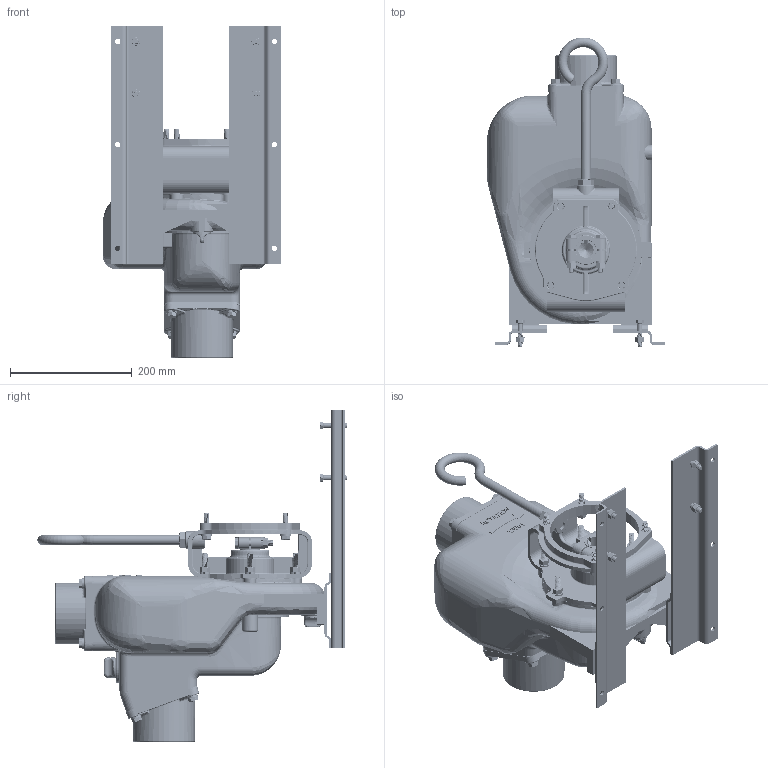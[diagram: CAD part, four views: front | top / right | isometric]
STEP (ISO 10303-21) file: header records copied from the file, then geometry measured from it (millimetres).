
FILE_DESCRIPTION((''),'2;1');
FILE_NAME('300PO-SS.stp','2013-08-13T13:28:45',('mclevenger'),(''),'Autodesk Inventor 2013','Autodesk Inventor 2013','');
FILE_SCHEMA(('AUTOMOTIVE_DESIGN { 1 0 10303 214 1 1 1 1 }'));
Length unit declared in the file: inch
Products named in the file (44): 300PO-SS; 300XPOSS; 300XPOSL; 18001SS; 18004SS; 18106SS; V20018; 18044; 18042; 18042X; 18014; 18015; 18016; V07019; V07018; 18010SS; 18008SS; 18012SS; 18218; V20019; 18026SS; 18021; 18033; 18034; 18023SS; 18023SSX; 18125SS; 18129; 18029A; 18029B; BF207; 12777; 13777; 13778V; UV15163V; 18035A; 18035A1; 18035A2; 18035B; 18035B1 ...
Assembly tree (97 placements, depth 5):
  300PO-SS
    300XPOSS
      300XPOSL
        18001SS
        18004SS
        18106SS  x2
        V20018  x14
        18044
        18042
          18042X
          18014
          18015
          18016
          V07019
          V07018
        18010SS  x8
        18008SS
        18012SS
        18218  x6
        V20019  x6
        18026SS
        18021
        18033
        18034
      18023SS
        18023SSX
      18125SS
      18129
        18029A
        18029B
        V20019  x2
        V20018  x2
        BF207  x2
      12777
      13777
      13778V
      UV15163V
      18021
    V20018  x4
    18035A
      18035A1
      18035A2
    18035B
      18035B1
      18035A2
    17034  x4
    18027  x4
    V10118  x4
    V10119  x4
Bounding box: 292.74 x 507.67 x 545.23 mm (x, y, z)
Volume: 5033008.5 mm3; surface area: 1551305.4 mm2
Topology: 90 solids, 91 shells, 7710 faces, 18089 edges, 10607 vertices
Faces by surface type: cylinder 2810, cone 2147, plane 1444, bspline 1015, torus 248, sphere 46
Full cylindrical faces by diameter (mm): 6.35 x3, 7.144 x3, 7.633 x204, 7.798 x16, 8.236 x30, 8.731 x10, 9.525 x28, 10.319 x34, 11.113 x10, 12.7 x2, 13.386 x1, 15.875 x1, 17.78 x1, 18.542 x6, 22.631 x1, 25.451 x1, 25.527 x1, 28.575 x1, 28.702 x1, 29.718 x1, 33.274 x1, 38.1 x2, 38.862 x2, 40.45 x1, 41.148 x1, 41.275 x1, 44.45 x1, 46.025 x1, 46.038 x1, 46.8 x1
Entity records: 177186 total; most frequent: CARTESIAN_POINT 86631, ORIENTED_EDGE 19696, DIRECTION 15974, EDGE_CURVE 9848, VERTEX_POINT 6184, AXIS2_PLACEMENT_3D 5957, EDGE_LOOP 4705, FACE_OUTER_BOUND 4135
